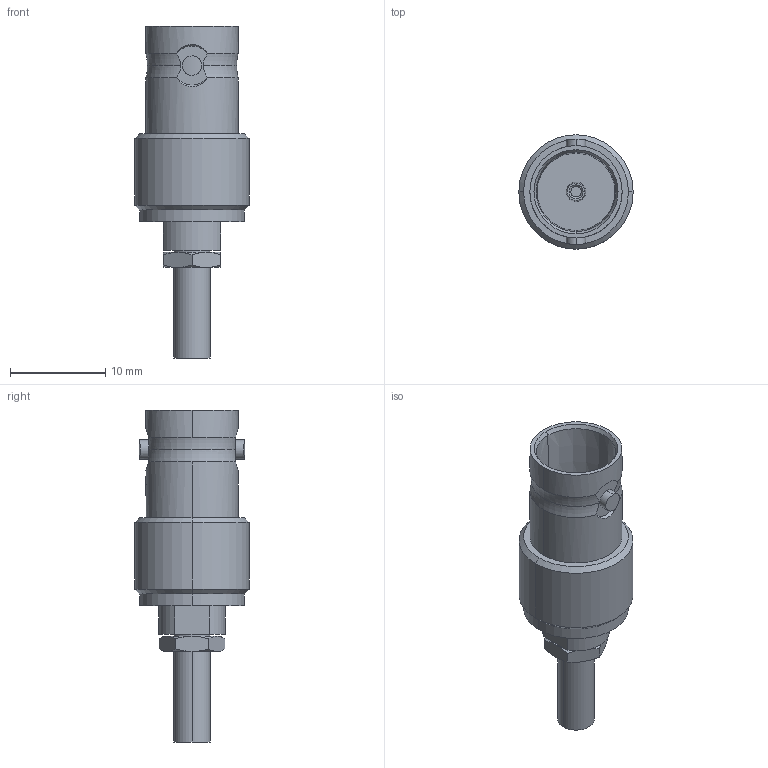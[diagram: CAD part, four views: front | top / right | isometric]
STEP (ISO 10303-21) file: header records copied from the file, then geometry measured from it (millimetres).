
FILE_DESCRIPTION (( 'STEP AP214' ), '1' );
FILE_NAME ('J01003B0021.STEP', '2017-05-10T06:27:33', ( '' ), ( '' ), 'SwSTEP 2.0', 'SolidWorks 2015', '' );
FILE_SCHEMA (( 'AUTOMOTIVE_DESIGN' ));
Length unit declared in the file: millimetre
Products named in the file (1): J01003B0021
Bounding box: 12 x 12 x 34.85 mm (x, y, z)
Volume: 1711.3 mm3; surface area: 1460.9 mm2
Topology: 1 solids, 1 shells, 141 faces, 339 edges, 219 vertices
Faces by surface type: plane 57, cylinder 42, cone 36, torus 6
Entity records: 5890 total; most frequent: CARTESIAN_POINT 1164, ORIENTED_EDGE 678, DIRECTION 642, EDGE_CURVE 339, AXIS2_PLACEMENT_3D 255, VERTEX_POINT 219, EDGE_LOOP 160, UNCERTAINTY_MEASURE_WITH_UNIT 141
